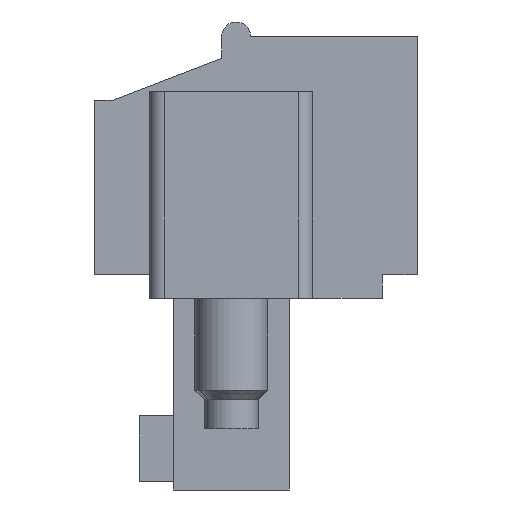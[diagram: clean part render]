
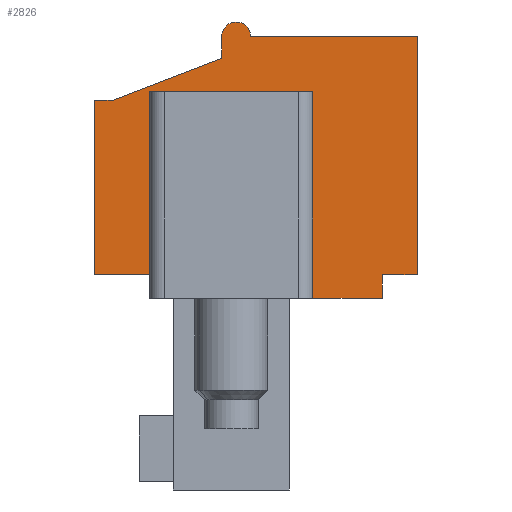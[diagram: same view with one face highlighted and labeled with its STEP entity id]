
A CAD part, left-side view. The second image highlights one B-rep face of the part: STEP entity #2826.
In plain terms, the highlighted planar face has unit normal (-1, 0, 0).
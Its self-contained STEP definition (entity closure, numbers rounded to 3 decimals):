
#2729=AXIS2_PLACEMENT_3D('Plane Axis2P3D',#2726,#2727,#2728) ;
#2752=AXIS2_PLACEMENT_3D('Circle Axis2P3D',#2750,#2751,$) ;
#2759=AXIS2_PLACEMENT_3D('Circle Axis2P3D',#2757,#2758,$) ;
#2070=CARTESIAN_POINT('Vertex',(4.8,11.1,7.4)) ;
#2073=CARTESIAN_POINT('Line Origine',(4.8,11.1,10.4)) ;
#2077=CARTESIAN_POINT('Vertex',(4.8,11.1,13.4)) ;
#2325=CARTESIAN_POINT('Vertex',(4.8,1.2,6.6)) ;
#2330=CARTESIAN_POINT('Line Origine',(4.8,2.4,6.6)) ;
#2334=CARTESIAN_POINT('Vertex',(4.8,3.6,6.6)) ;
#2691=CARTESIAN_POINT('Line Origine',(4.8,0.,11.5)) ;
#2695=CARTESIAN_POINT('Vertex',(4.8,0.,7.4)) ;
#2697=CARTESIAN_POINT('Vertex',(4.8,0.,15.6)) ;
#2726=CARTESIAN_POINT('Axis2P3D Location',(4.8,0.,0.)) ;
#2731=CARTESIAN_POINT('Line Origine',(4.8,1.2,7.)) ;
#2735=CARTESIAN_POINT('Vertex',(4.8,1.2,7.4)) ;
#2738=CARTESIAN_POINT('Line Origine',(4.8,0.6,7.4)) ;
#2743=CARTESIAN_POINT('Line Origine',(4.8,2.865,15.6)) ;
#2747=CARTESIAN_POINT('Vertex',(4.8,5.73,15.6)) ;
#2750=CARTESIAN_POINT('Axis2P3D Location',(4.8,6.23,15.6)) ;
#2754=CARTESIAN_POINT('Vertex',(4.8,6.23,16.1)) ;
#2757=CARTESIAN_POINT('Axis2P3D Location',(4.8,6.23,15.6)) ;
#2761=CARTESIAN_POINT('Vertex',(4.8,6.73,15.6)) ;
#2764=CARTESIAN_POINT('Line Origine',(4.8,6.73,15.225)) ;
#2768=CARTESIAN_POINT('Vertex',(4.8,6.73,14.85)) ;
#2771=CARTESIAN_POINT('Line Origine',(4.8,8.615,14.125)) ;
#2775=CARTESIAN_POINT('Vertex',(4.8,10.5,13.4)) ;
#2778=CARTESIAN_POINT('Line Origine',(4.8,10.8,13.4)) ;
#2783=CARTESIAN_POINT('Line Origine',(4.8,10.15,7.4)) ;
#2787=CARTESIAN_POINT('Vertex',(4.8,9.2,7.4)) ;
#2790=CARTESIAN_POINT('Line Origine',(4.8,9.2,10.55)) ;
#2794=CARTESIAN_POINT('Vertex',(4.8,9.2,13.7)) ;
#2797=CARTESIAN_POINT('Line Origine',(4.8,6.4,13.7)) ;
#2801=CARTESIAN_POINT('Vertex',(4.8,3.6,13.7)) ;
#2804=CARTESIAN_POINT('Line Origine',(4.8,3.6,10.15)) ;
#2074=DIRECTION('Vector Direction',(0.,0.,-1.)) ;
#2331=DIRECTION('Vector Direction',(0.,-1.,0.)) ;
#2692=DIRECTION('Vector Direction',(0.,0.,1.)) ;
#2727=DIRECTION('Axis2P3D Direction',(-1.,0.,0.)) ;
#2728=DIRECTION('Axis2P3D XDirection',(0.,0.,1.)) ;
#2732=DIRECTION('Vector Direction',(0.,0.,1.)) ;
#2739=DIRECTION('Vector Direction',(0.,-1.,0.)) ;
#2744=DIRECTION('Vector Direction',(0.,1.,0.)) ;
#2751=DIRECTION('Axis2P3D Direction',(-1.,0.,0.)) ;
#2758=DIRECTION('Axis2P3D Direction',(-1.,0.,0.)) ;
#2765=DIRECTION('Vector Direction',(0.,0.,-1.)) ;
#2772=DIRECTION('Vector Direction',(0.,0.933,-0.359)) ;
#2779=DIRECTION('Vector Direction',(0.,1.,0.)) ;
#2784=DIRECTION('Vector Direction',(0.,-1.,0.)) ;
#2791=DIRECTION('Vector Direction',(0.,0.,1.)) ;
#2798=DIRECTION('Vector Direction',(0.,-1.,0.)) ;
#2805=DIRECTION('Vector Direction',(0.,0.,-1.)) ;
#2075=VECTOR('Line Direction',#2074,1.) ;
#2332=VECTOR('Line Direction',#2331,1.) ;
#2693=VECTOR('Line Direction',#2692,1.) ;
#2733=VECTOR('Line Direction',#2732,1.) ;
#2740=VECTOR('Line Direction',#2739,1.) ;
#2745=VECTOR('Line Direction',#2744,1.) ;
#2766=VECTOR('Line Direction',#2765,1.) ;
#2773=VECTOR('Line Direction',#2772,1.) ;
#2780=VECTOR('Line Direction',#2779,1.) ;
#2785=VECTOR('Line Direction',#2784,1.) ;
#2792=VECTOR('Line Direction',#2791,1.) ;
#2799=VECTOR('Line Direction',#2798,1.) ;
#2806=VECTOR('Line Direction',#2805,1.) ;
#2810=ORIENTED_EDGE('',*,*,#2336,.T.) ;
#2811=ORIENTED_EDGE('',*,*,#2737,.F.) ;
#2812=ORIENTED_EDGE('',*,*,#2742,.F.) ;
#2813=ORIENTED_EDGE('',*,*,#2699,.T.) ;
#2814=ORIENTED_EDGE('',*,*,#2749,.F.) ;
#2815=ORIENTED_EDGE('',*,*,#2756,.F.) ;
#2816=ORIENTED_EDGE('',*,*,#2763,.F.) ;
#2817=ORIENTED_EDGE('',*,*,#2770,.F.) ;
#2818=ORIENTED_EDGE('',*,*,#2777,.F.) ;
#2819=ORIENTED_EDGE('',*,*,#2782,.F.) ;
#2820=ORIENTED_EDGE('',*,*,#2079,.T.) ;
#2821=ORIENTED_EDGE('',*,*,#2789,.F.) ;
#2822=ORIENTED_EDGE('',*,*,#2796,.F.) ;
#2823=ORIENTED_EDGE('',*,*,#2803,.F.) ;
#2824=ORIENTED_EDGE('',*,*,#2808,.F.) ;
#2826=ADVANCED_FACE('HOUSING',(#2825),#2730,.T.) ;
#2753=CIRCLE('generated circle',#2752,0.5) ;
#2760=CIRCLE('generated circle',#2759,0.5) ;
#2079=EDGE_CURVE('',#2078,#2071,#2076,.T.) ;
#2336=EDGE_CURVE('',#2335,#2326,#2333,.T.) ;
#2699=EDGE_CURVE('',#2696,#2698,#2694,.T.) ;
#2737=EDGE_CURVE('',#2736,#2326,#2734,.F.) ;
#2742=EDGE_CURVE('',#2696,#2736,#2741,.F.) ;
#2749=EDGE_CURVE('',#2748,#2698,#2746,.F.) ;
#2756=EDGE_CURVE('',#2755,#2748,#2753,.F.) ;
#2763=EDGE_CURVE('',#2762,#2755,#2760,.F.) ;
#2770=EDGE_CURVE('',#2769,#2762,#2767,.F.) ;
#2777=EDGE_CURVE('',#2776,#2769,#2774,.F.) ;
#2782=EDGE_CURVE('',#2078,#2776,#2781,.F.) ;
#2789=EDGE_CURVE('',#2788,#2071,#2786,.F.) ;
#2796=EDGE_CURVE('',#2795,#2788,#2793,.F.) ;
#2803=EDGE_CURVE('',#2802,#2795,#2800,.F.) ;
#2808=EDGE_CURVE('',#2335,#2802,#2807,.F.) ;
#2809=EDGE_LOOP('',(#2810,#2811,#2812,#2813,#2814,#2815,#2816,#2817,#2818,#2819,#2820,#2821,#2822,#2823,#2824)) ;
#2825=FACE_OUTER_BOUND('',#2809,.T.) ;
#2076=LINE('Line',#2073,#2075) ;
#2333=LINE('Line',#2330,#2332) ;
#2694=LINE('Line',#2691,#2693) ;
#2734=LINE('Line',#2731,#2733) ;
#2741=LINE('Line',#2738,#2740) ;
#2746=LINE('Line',#2743,#2745) ;
#2767=LINE('Line',#2764,#2766) ;
#2774=LINE('Line',#2771,#2773) ;
#2781=LINE('Line',#2778,#2780) ;
#2786=LINE('Line',#2783,#2785) ;
#2793=LINE('Line',#2790,#2792) ;
#2800=LINE('Line',#2797,#2799) ;
#2807=LINE('Line',#2804,#2806) ;
#2730=PLANE('',#2729) ;
#2071=VERTEX_POINT('',#2070) ;
#2078=VERTEX_POINT('',#2077) ;
#2326=VERTEX_POINT('',#2325) ;
#2335=VERTEX_POINT('',#2334) ;
#2696=VERTEX_POINT('',#2695) ;
#2698=VERTEX_POINT('',#2697) ;
#2736=VERTEX_POINT('',#2735) ;
#2748=VERTEX_POINT('',#2747) ;
#2755=VERTEX_POINT('',#2754) ;
#2762=VERTEX_POINT('',#2761) ;
#2769=VERTEX_POINT('',#2768) ;
#2776=VERTEX_POINT('',#2775) ;
#2788=VERTEX_POINT('',#2787) ;
#2795=VERTEX_POINT('',#2794) ;
#2802=VERTEX_POINT('',#2801) ;
